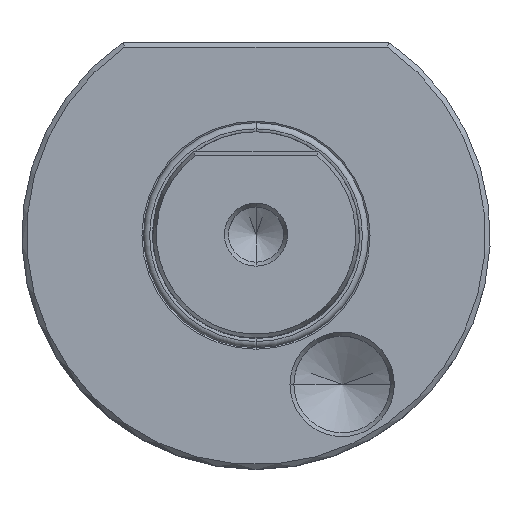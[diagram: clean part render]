
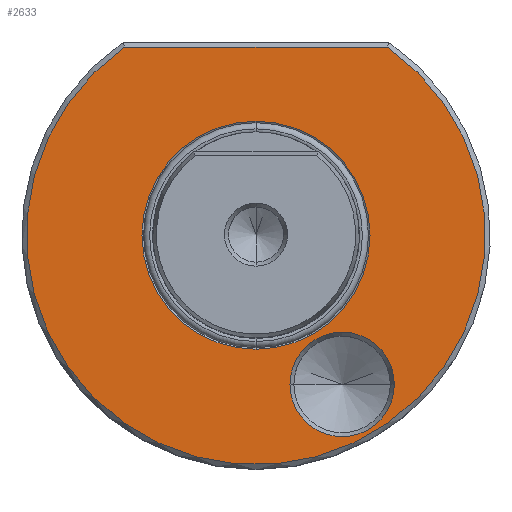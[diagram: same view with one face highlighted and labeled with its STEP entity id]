
A CAD part, top view. The second image highlights one B-rep face of the part: STEP entity #2633.
In plain terms, the highlighted planar face has unit normal (0, 0, 1).
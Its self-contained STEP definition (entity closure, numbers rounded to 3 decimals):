
#195=CARTESIAN_POINT('',(-19.068,27.3,0.5));
#201=CARTESIAN_POINT('',(0,0,0.5));
#202=DIRECTION('',(0,0,1));
#203=DIRECTION('',(-0.573,0.82,0));
#204=AXIS2_PLACEMENT_3D('',#201,#202,#203);
#210=CARTESIAN_POINT('',(19.068,27.3,0.5));
#217=CARTESIAN_POINT('',(12.5,-21.651,0.5));
#218=DIRECTION('',(0,0,1));
#219=DIRECTION('',(-1,0,0));
#220=AXIS2_PLACEMENT_3D('',#217,#218,#219);
#222=CARTESIAN_POINT('',(12.5,-21.651,0.5));
#223=DIRECTION('',(0,0,1));
#224=DIRECTION('',(1,0,0));
#225=AXIS2_PLACEMENT_3D('',#222,#223,#224);
#227=DIRECTION('',(-1,0,0));
#228=VECTOR('',#227,38.137);
#229=CARTESIAN_POINT('',(19.068,27.3,0.5));
#230=LINE('',#229,#228);
#239=CARTESIAN_POINT('',(0,0,0.5));
#240=DIRECTION('',(0,0,1));
#241=DIRECTION('',(0,1,0));
#242=AXIS2_PLACEMENT_3D('',#239,#240,#241);
#244=CARTESIAN_POINT('',(0,0,0.5));
#245=DIRECTION('',(0,0,-1));
#246=DIRECTION('',(0,1,0));
#247=AXIS2_PLACEMENT_3D('',#244,#245,#246);
#1938=CARTESIAN_POINT('',(0,16.55,0.5));
#1940=VERTEX_POINT('',#1938);
#1954=CARTESIAN_POINT('',(0,-16.55,0.5));
#1956=VERTEX_POINT('',#1954);
#2148=CARTESIAN_POINT('',(4.923,-21.651,0.5));
#2149=CARTESIAN_POINT('',(20.078,-21.651,0.5));
#2150=VERTEX_POINT('',#2148);
#2151=VERTEX_POINT('',#2149);
#2152=VERTEX_POINT('',#195);
#2156=VERTEX_POINT('',#210);
#2612=CARTESIAN_POINT('',(0,0,0.5));
#2613=DIRECTION('',(0,0,-1));
#2614=DIRECTION('',(0,-1,0));
#2615=AXIS2_PLACEMENT_3D('',#2612,#2613,#2614);
#2616=PLANE('',#2615);
#2617=ORIENTED_EDGE('',*,*,#2593,.F.);
#2618=ORIENTED_EDGE('',*,*,#2604,.F.);
#2619=EDGE_LOOP('',(#2617,#2618));
#2620=FACE_OUTER_BOUND('',#2619,.F.);
#2622=ORIENTED_EDGE('',*,*,#2621,.T.);
#2624=ORIENTED_EDGE('',*,*,#2623,.T.);
#2625=EDGE_LOOP('',(#2622,#2624));
#2626=FACE_BOUND('',#2625,.F.);
#2628=ORIENTED_EDGE('',*,*,#2627,.T.);
#2630=ORIENTED_EDGE('',*,*,#2629,.F.);
#2631=EDGE_LOOP('',(#2628,#2630));
#2632=FACE_BOUND('',#2631,.F.);
#2633=ADVANCED_FACE('',(#2620,#2626,#2632),#2616,.F.);
#205=CIRCLE('',#204,33.3);
#221=CIRCLE('',#220,7.578);
#226=CIRCLE('',#225,7.578);
#243=CIRCLE('',#242,16.55);
#248=CIRCLE('',#247,16.55);
#2593=EDGE_CURVE('',#2156,#2152,#230,.T.);
#2604=EDGE_CURVE('',#2152,#2156,#205,.T.);
#2621=EDGE_CURVE('',#2150,#2151,#221,.T.);
#2623=EDGE_CURVE('',#2151,#2150,#226,.T.);
#2627=EDGE_CURVE('',#1940,#1956,#243,.T.);
#2629=EDGE_CURVE('',#1940,#1956,#248,.T.);
